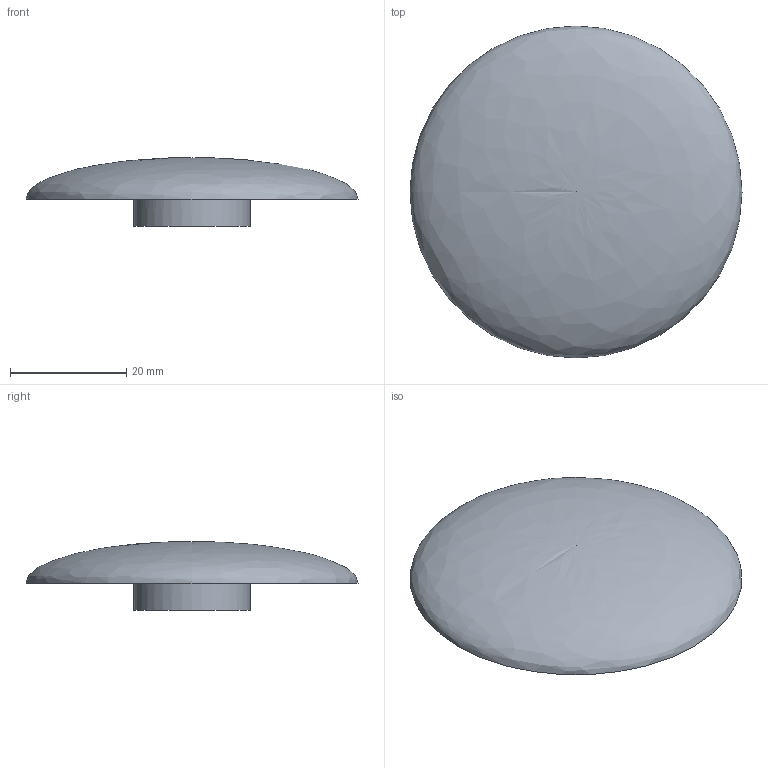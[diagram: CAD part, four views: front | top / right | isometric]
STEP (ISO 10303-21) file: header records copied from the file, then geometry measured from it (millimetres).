
FILE_DESCRIPTION(/* description */ (''),/* implementation_level */ '2;1');
FILE_NAME(/* name */ 'dial.step',/* time_stamp */ '2022-10-28T00:57:24+09:00',/* author */ (''),/* organization */ (''),/* preprocessor_version */ 'ST-DEVELOPER v19',/* originating_system */ 'Autodesk Translation Framework v11.7.0.108',/* authorisation */ '');
FILE_SCHEMA (('AUTOMOTIVE_DESIGN { 1 0 10303 214 3 1 1 }'));
Length unit declared in the file: millimetre
Products named in the file (1): dial
Bounding box: 57 x 57 x 11.82 mm (x, y, z)
Volume: 8064.1 mm3; surface area: 6331.3 mm2
Topology: 1 solids, 1 shells, 12 faces, 28 edges, 19 vertices
Faces by surface type: plane 8, cylinder 2, bspline 2
Full cylindrical faces by diameter (mm): 20 x1
Entity records: 811 total; most frequent: CARTESIAN_POINT 508, ORIENTED_EDGE 54, DIRECTION 49, EDGE_CURVE 27, VERTEX_POINT 19, LINE 17, VECTOR 17, AXIS2_PLACEMENT_3D 16
